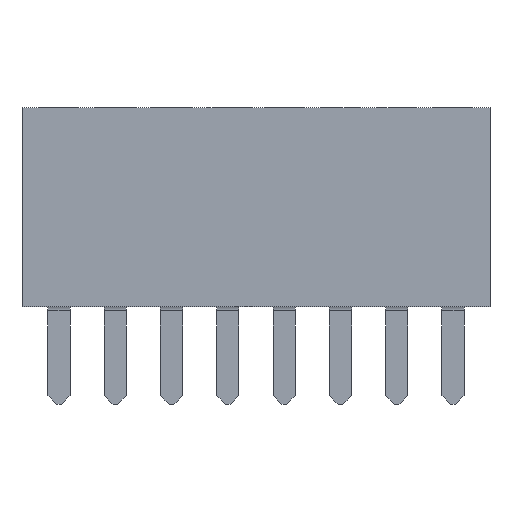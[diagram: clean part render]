
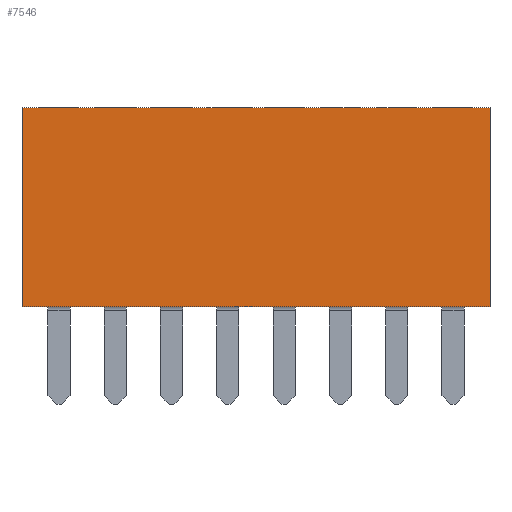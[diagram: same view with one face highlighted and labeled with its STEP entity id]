
A CAD part, front view. The second image highlights one B-rep face of the part: STEP entity #7546.
In plain terms, the highlighted planar face has unit normal (0, -1, 0).
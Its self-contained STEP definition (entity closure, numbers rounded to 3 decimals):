
#790=ORIENTED_EDGE('',*,*,#2872,.F.);
#791=ORIENTED_EDGE('',*,*,#2883,.F.);
#792=ORIENTED_EDGE('',*,*,#2881,.F.);
#793=ORIENTED_EDGE('',*,*,#2434,.F.);
#2434=EDGE_CURVE('',#3532,#3533,#4240,.T.);
#2872=EDGE_CURVE('',#3907,#3532,#4678,.T.);
#2881=EDGE_CURVE('',#3533,#3910,#4687,.T.);
#2883=EDGE_CURVE('',#3910,#3907,#4689,.T.);
#3532=VERTEX_POINT('',#10464);
#3533=VERTEX_POINT('',#10466);
#3907=VERTEX_POINT('',#11325);
#3910=VERTEX_POINT('',#11334);
#4240=LINE('',#10465,#5278);
#4678=LINE('',#11326,#5716);
#4687=LINE('',#11342,#5725);
#4689=LINE('',#11345,#5727);
#5278=VECTOR('',#8444,1000.);
#5716=VECTOR('',#8978,1000.);
#5725=VECTOR('',#8989,1000.);
#5727=VECTOR('',#8993,1000.);
#6350=EDGE_LOOP('',(#790,#791,#792,#793));
#6780=FACE_BOUND('',#6350,.T.);
#7178=PLANE('',#7971);
#7546=ADVANCED_FACE('',(#6780),#7178,.F.);
#7971=AXIS2_PLACEMENT_3D('',#11349,#8998,#8999);
#8444=DIRECTION('',(1.,0.,0.));
#8978=DIRECTION('',(0.,0.,1.));
#8989=DIRECTION('',(0.,0.,-1.));
#8993=DIRECTION('',(-1.,0.,0.));
#8998=DIRECTION('',(0.,1.,0.));
#8999=DIRECTION('',(0.,0.,1.));
#10464=CARTESIAN_POINT('',(-5.28,-1.5,2.25));
#10465=CARTESIAN_POINT('',(-5.28,-1.5,2.25));
#10466=CARTESIAN_POINT('',(5.28,-1.5,2.25));
#11325=CARTESIAN_POINT('',(-5.28,-1.5,-2.25));
#11326=CARTESIAN_POINT('',(-5.28,-1.5,-2.25));
#11334=CARTESIAN_POINT('',(5.28,-1.5,-2.25));
#11342=CARTESIAN_POINT('',(5.28,-1.5,2.25));
#11345=CARTESIAN_POINT('',(5.28,-1.5,-2.25));
#11349=CARTESIAN_POINT('',(0.,-1.5,0.));
